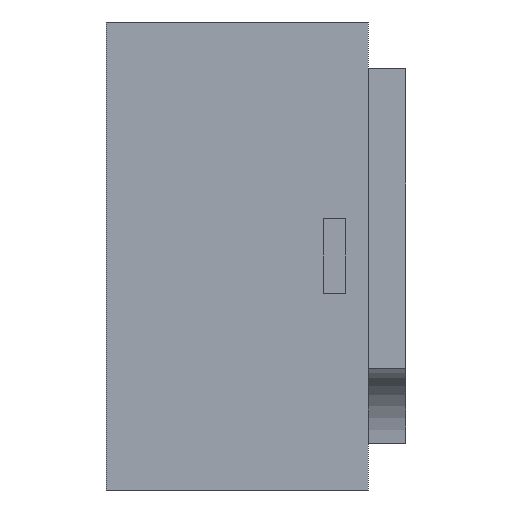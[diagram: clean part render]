
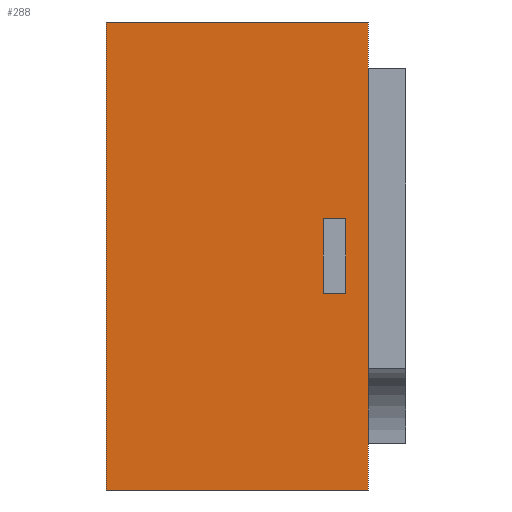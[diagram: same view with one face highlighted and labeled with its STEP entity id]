
A CAD part, left-side view. The second image highlights one B-rep face of the part: STEP entity #288.
In plain terms, the highlighted planar face has unit normal (-1, 0, 0).
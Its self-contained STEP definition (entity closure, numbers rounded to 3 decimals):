
#26 = LINE ( 'NONE', #405, #2279 ) ;
#103 = CARTESIAN_POINT ( 'NONE',  ( -0.506, 0.4, 0.313 ) ) ;
#128 = CARTESIAN_POINT ( 'NONE',  ( -0.506, 0.05, -0.313 ) ) ;
#175 = VECTOR ( 'NONE', #2672, 1000. ) ;
#178 = LINE ( 'NONE', #2697, #175 ) ;
#219 = ORIENTED_EDGE ( 'NONE', *, *, #1651, .F. ) ;
#235 = CARTESIAN_POINT ( 'NONE',  ( -0.506, -1.19, 0.313 ) ) ;
#261 = EDGE_CURVE ( 'NONE', #2559, #291, #2355, .T. ) ;
#279 = ORIENTED_EDGE ( 'NONE', *, *, #1398, .F. ) ;
#287 = LINE ( 'NONE', #2595, #820 ) ;
#288 = ADVANCED_FACE ( 'NONE', ( #1506, #2138 ), #2590, .T. ) ;
#291 = VERTEX_POINT ( 'NONE', #1721 ) ;
#293 = ORIENTED_EDGE ( 'NONE', *, *, #2253, .F. ) ;
#405 = CARTESIAN_POINT ( 'NONE',  ( -0.506, -1.19, 0.313 ) ) ;
#472 = VECTOR ( 'NONE', #1168, 1000. ) ;
#570 = LINE ( 'NONE', #1773, #472 ) ;
#587 = EDGE_CURVE ( 'NONE', #1875, #667, #1808, .T. ) ;
#650 = DIRECTION ( 'NONE',  ( -1., 0., 0. ) ) ;
#653 = AXIS2_PLACEMENT_3D ( 'NONE', #235, #650, #2127 ) ;
#667 = VERTEX_POINT ( 'NONE', #2034 ) ;
#705 = VECTOR ( 'NONE', #2641, 1000. ) ;
#751 = ORIENTED_EDGE ( 'NONE', *, *, #261, .F. ) ;
#804 = EDGE_LOOP ( 'NONE', ( #751, #2071, #293, #219 ) ) ;
#820 = VECTOR ( 'NONE', #1568, 1000. ) ;
#921 = CARTESIAN_POINT ( 'NONE',  ( -0.506, 0.4, -0.313 ) ) ;
#1023 = EDGE_CURVE ( 'NONE', #1994, #667, #26, .T. ) ;
#1137 = CARTESIAN_POINT ( 'NONE',  ( -0.506, 0.11, -0.05 ) ) ;
#1168 = DIRECTION ( 'NONE',  ( 0., 0., -1. ) ) ;
#1271 = VECTOR ( 'NONE', #2601, 1000. ) ;
#1345 = VERTEX_POINT ( 'NONE', #128 ) ;
#1396 = VECTOR ( 'NONE', #1642, 1000. ) ;
#1398 = EDGE_CURVE ( 'NONE', #1345, #1875, #2484, .T. ) ;
#1454 = VECTOR ( 'NONE', #1757, 1000. ) ;
#1457 = VERTEX_POINT ( 'NONE', #2070 ) ;
#1506 = FACE_BOUND ( 'NONE', #804, .T. ) ;
#1535 = CARTESIAN_POINT ( 'NONE',  ( -0.506, 0.05, 0.313 ) ) ;
#1568 = DIRECTION ( 'NONE',  ( 0., 1., 0. ) ) ;
#1642 = DIRECTION ( 'NONE',  ( 0., 1., 0. ) ) ;
#1651 = EDGE_CURVE ( 'NONE', #291, #2478, #287, .T. ) ;
#1721 = CARTESIAN_POINT ( 'NONE',  ( -0.506, 0.08, 0.05 ) ) ;
#1745 = ORIENTED_EDGE ( 'NONE', *, *, #587, .F. ) ;
#1757 = DIRECTION ( 'NONE',  ( 0., 0., 1. ) ) ;
#1773 = CARTESIAN_POINT ( 'NONE',  ( -0.506, 0.05, 0.313 ) ) ;
#1808 = LINE ( 'NONE', #103, #705 ) ;
#1875 = VERTEX_POINT ( 'NONE', #921 ) ;
#1917 = DIRECTION ( 'NONE',  ( 0., 1., 0. ) ) ;
#1973 = CARTESIAN_POINT ( 'NONE',  ( -0.506, 0.11, 0.05 ) ) ;
#1993 = EDGE_LOOP ( 'NONE', ( #2634, #2690, #1745, #279 ) ) ;
#1994 = VERTEX_POINT ( 'NONE', #1535 ) ;
#2034 = CARTESIAN_POINT ( 'NONE',  ( -0.506, 0.4, 0.313 ) ) ;
#2070 = CARTESIAN_POINT ( 'NONE',  ( -0.506, 0.11, -0.05 ) ) ;
#2071 = ORIENTED_EDGE ( 'NONE', *, *, #2520, .F. ) ;
#2127 = DIRECTION ( 'NONE',  ( 0., 0., 1. ) ) ;
#2138 = FACE_OUTER_BOUND ( 'NONE', #1993, .T. ) ;
#2155 = CARTESIAN_POINT ( 'NONE',  ( -0.506, 0.08, 0.05 ) ) ;
#2183 = EDGE_CURVE ( 'NONE', #1994, #1345, #570, .T. ) ;
#2253 = EDGE_CURVE ( 'NONE', #2478, #1457, #178, .T. ) ;
#2279 = VECTOR ( 'NONE', #1917, 1000. ) ;
#2355 = LINE ( 'NONE', #2155, #1454 ) ;
#2391 = LINE ( 'NONE', #1137, #1271 ) ;
#2444 = CARTESIAN_POINT ( 'NONE',  ( -0.506, -1.19, -0.313 ) ) ;
#2465 = CARTESIAN_POINT ( 'NONE',  ( -0.506, 0.08, -0.05 ) ) ;
#2478 = VERTEX_POINT ( 'NONE', #1973 ) ;
#2484 = LINE ( 'NONE', #2444, #1396 ) ;
#2520 = EDGE_CURVE ( 'NONE', #1457, #2559, #2391, .T. ) ;
#2559 = VERTEX_POINT ( 'NONE', #2465 ) ;
#2590 = PLANE ( 'NONE',  #653 ) ;
#2595 = CARTESIAN_POINT ( 'NONE',  ( -0.506, 0.11, 0.05 ) ) ;
#2601 = DIRECTION ( 'NONE',  ( 0., -1., 0. ) ) ;
#2634 = ORIENTED_EDGE ( 'NONE', *, *, #2183, .F. ) ;
#2641 = DIRECTION ( 'NONE',  ( 0., 0., 1. ) ) ;
#2672 = DIRECTION ( 'NONE',  ( 0., 0., -1. ) ) ;
#2690 = ORIENTED_EDGE ( 'NONE', *, *, #1023, .T. ) ;
#2697 = CARTESIAN_POINT ( 'NONE',  ( -0.506, 0.11, 0.05 ) ) ;
